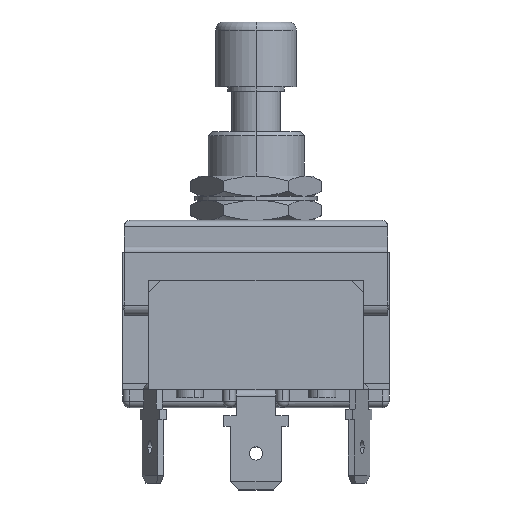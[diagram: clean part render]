
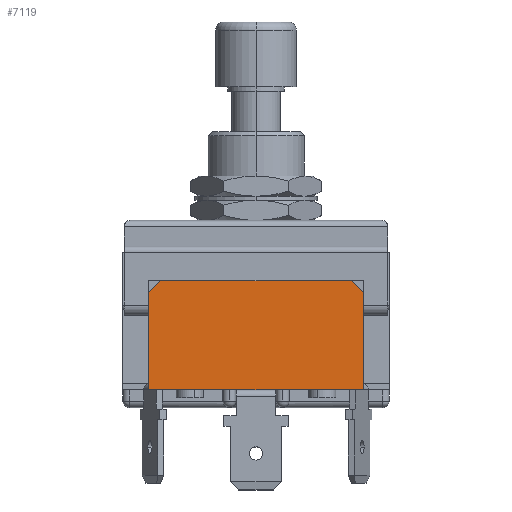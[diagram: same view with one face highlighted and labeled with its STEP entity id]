
A CAD part, top view. The second image highlights one B-rep face of the part: STEP entity #7119.
In plain terms, the highlighted planar face has unit normal (0, 0, 1).
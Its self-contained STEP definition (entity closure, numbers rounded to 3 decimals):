
#47 = LINE ( 'NONE', #3715, #2138 ) ;
#51 = VECTOR ( 'NONE', #8389, 1000. ) ;
#174 = CARTESIAN_POINT ( 'NONE',  ( -13.3, -3.5, 9.6 ) ) ;
#622 = VERTEX_POINT ( 'NONE', #4553 ) ;
#841 = VECTOR ( 'NONE', #3074, 1000. ) ;
#862 = LINE ( 'NONE', #7585, #9461 ) ;
#1462 = DIRECTION ( 'NONE',  ( -1., 0., 0. ) ) ;
#1558 = EDGE_CURVE ( 'NONE', #6360, #6540, #862, .T. ) ;
#2138 = VECTOR ( 'NONE', #1462, 1000. ) ;
#2368 = CARTESIAN_POINT ( 'NONE',  ( -13.3, -5., 9.6 ) ) ;
#2692 = EDGE_CURVE ( 'NONE', #4471, #9118, #7586, .T. ) ;
#2883 = ORIENTED_EDGE ( 'NONE', *, *, #1558, .T. ) ;
#2939 = VECTOR ( 'NONE', #10154, 1000. ) ;
#2963 = EDGE_CURVE ( 'NONE', #622, #9549, #47, .T. ) ;
#3074 = DIRECTION ( 'NONE',  ( -0.707, -0.707, 0. ) ) ;
#3321 = CARTESIAN_POINT ( 'NONE',  ( -13.3, -17., 9.6 ) ) ;
#3427 = EDGE_CURVE ( 'NONE', #6540, #622, #7960, .T. ) ;
#3607 = LINE ( 'NONE', #10027, #51 ) ;
#3715 = CARTESIAN_POINT ( 'NONE',  ( -13.3, -3.5, 9.6 ) ) ;
#3805 = CARTESIAN_POINT ( 'NONE',  ( -13.3, -5., 9.6 ) ) ;
#4471 = VERTEX_POINT ( 'NONE', #2368 ) ;
#4553 = CARTESIAN_POINT ( 'NONE',  ( 11.8, -3.5, 9.6 ) ) ;
#4649 = EDGE_CURVE ( 'NONE', #9549, #4471, #4667, .T. ) ;
#4667 = LINE ( 'NONE', #3805, #841 ) ;
#4925 = FACE_OUTER_BOUND ( 'NONE', #8180, .T. ) ;
#5583 = EDGE_CURVE ( 'NONE', #9118, #6360, #3607, .T. ) ;
#5712 = VECTOR ( 'NONE', #8869, 1000. ) ;
#6225 = CARTESIAN_POINT ( 'NONE',  ( 13.3, -17., 9.6 ) ) ;
#6279 = CARTESIAN_POINT ( 'NONE',  ( -11.8, -3.5, 9.6 ) ) ;
#6324 = CARTESIAN_POINT ( 'NONE',  ( 13.3, -5., 9.6 ) ) ;
#6360 = VERTEX_POINT ( 'NONE', #6225 ) ;
#6540 = VERTEX_POINT ( 'NONE', #6324 ) ;
#6746 = CARTESIAN_POINT ( 'NONE',  ( -13.3, -17., 9.6 ) ) ;
#7025 = PLANE ( 'NONE',  #9227 ) ;
#7119 = ADVANCED_FACE ( 'NONE', ( #4925 ), #7025, .F. ) ;
#7509 = DIRECTION ( 'NONE',  ( 0., 1., 0. ) ) ;
#7585 = CARTESIAN_POINT ( 'NONE',  ( 13.3, -17., 9.6 ) ) ;
#7586 = LINE ( 'NONE', #3321, #2939 ) ;
#7913 = ORIENTED_EDGE ( 'NONE', *, *, #4649, .T. ) ;
#7960 = LINE ( 'NONE', #8836, #5712 ) ;
#7961 = ORIENTED_EDGE ( 'NONE', *, *, #2692, .T. ) ;
#8175 = ORIENTED_EDGE ( 'NONE', *, *, #5583, .T. ) ;
#8180 = EDGE_LOOP ( 'NONE', ( #2883, #9108, #8394, #7913, #7961, #8175 ) ) ;
#8389 = DIRECTION ( 'NONE',  ( 1., 0., 0. ) ) ;
#8394 = ORIENTED_EDGE ( 'NONE', *, *, #2963, .T. ) ;
#8836 = CARTESIAN_POINT ( 'NONE',  ( 11.8, -3.5, 9.6 ) ) ;
#8869 = DIRECTION ( 'NONE',  ( -0.707, 0.707, 0. ) ) ;
#9108 = ORIENTED_EDGE ( 'NONE', *, *, #3427, .T. ) ;
#9118 = VERTEX_POINT ( 'NONE', #6746 ) ;
#9227 = AXIS2_PLACEMENT_3D ( 'NONE', #174, #10416, #10309 ) ;
#9461 = VECTOR ( 'NONE', #7509, 1000. ) ;
#9549 = VERTEX_POINT ( 'NONE', #6279 ) ;
#10027 = CARTESIAN_POINT ( 'NONE',  ( -13.3, -17., 9.6 ) ) ;
#10154 = DIRECTION ( 'NONE',  ( 0., -1., 0. ) ) ;
#10309 = DIRECTION ( 'NONE',  ( -1., 0., 0. ) ) ;
#10416 = DIRECTION ( 'NONE',  ( 0., 0., -1. ) ) ;
